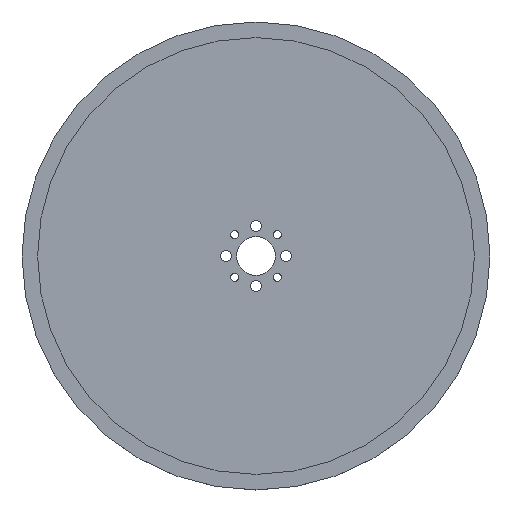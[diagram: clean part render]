
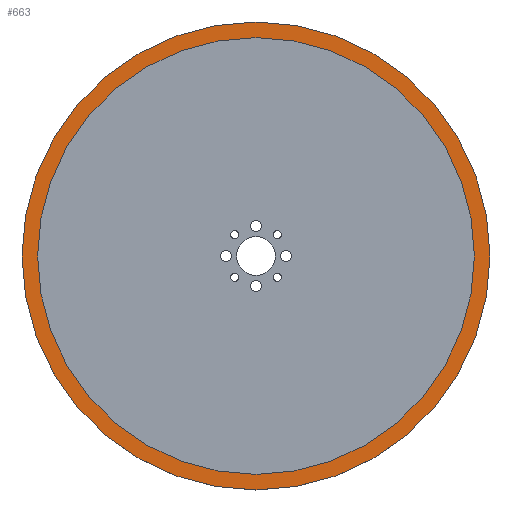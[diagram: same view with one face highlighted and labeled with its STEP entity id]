
A CAD part, top view. The second image highlights one B-rep face of the part: STEP entity #663.
In plain terms, the highlighted planar face has unit normal (0, 0, 1).
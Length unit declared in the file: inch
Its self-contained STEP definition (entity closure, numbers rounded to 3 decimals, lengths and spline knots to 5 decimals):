
#53 = AXIS2_PLACEMENT_3D ( 'NONE', #354, #874, #447 ) ;
#115 = CARTESIAN_POINT ( 'NONE',  ( -3., 0., 0.115 ) ) ;
#147 = AXIS2_PLACEMENT_3D ( 'NONE', #451, #932, #529 ) ;
#153 = AXIS2_PLACEMENT_3D ( 'NONE', #518, #993, #608 ) ;
#183 = DIRECTION ( 'NONE',  ( 0., 0., 1. ) ) ;
#249 = FACE_BOUND ( 'NONE', #861, .T. ) ;
#251 = FACE_OUTER_BOUND ( 'NONE', #940, .T. ) ;
#258 = EDGE_CURVE ( 'NONE', #654, #754, #462, .T. ) ;
#270 = EDGE_CURVE ( 'NONE', #545, #617, #453, .T. ) ;
#304 = AXIS2_PLACEMENT_3D ( 'NONE', #631, #312, #896 ) ;
#312 = DIRECTION ( 'NONE',  ( 0., 0., 1. ) ) ;
#330 = AXIS2_PLACEMENT_3D ( 'NONE', #705, #183, #777 ) ;
#354 = CARTESIAN_POINT ( 'NONE',  ( 0., 0., 0.115 ) ) ;
#388 = EDGE_CURVE ( 'NONE', #754, #654, #417, .T. ) ;
#403 = EDGE_CURVE ( 'NONE', #617, #545, #412, .T. ) ;
#412 = CIRCLE ( 'NONE', #147, 2.8 ) ;
#417 = CIRCLE ( 'NONE', #153, 3. ) ;
#447 = DIRECTION ( 'NONE',  ( 1., 0., 0. ) ) ;
#451 = CARTESIAN_POINT ( 'NONE',  ( 0., 0., 0.115 ) ) ;
#453 = CIRCLE ( 'NONE', #304, 2.8 ) ;
#462 = CIRCLE ( 'NONE', #330, 3. ) ;
#518 = CARTESIAN_POINT ( 'NONE',  ( 0., 0., 0.115 ) ) ;
#526 = CARTESIAN_POINT ( 'NONE',  ( -2.8, 0., 0.115 ) ) ;
#529 = DIRECTION ( 'NONE',  ( 1., 0., 0. ) ) ;
#545 = VERTEX_POINT ( 'NONE', #526 ) ;
#608 = DIRECTION ( 'NONE',  ( 1., 0., 0. ) ) ;
#617 = VERTEX_POINT ( 'NONE', #866 ) ;
#631 = CARTESIAN_POINT ( 'NONE',  ( 0., 0., 0.115 ) ) ;
#638 = ORIENTED_EDGE ( 'NONE', *, *, #270, .F. ) ;
#654 = VERTEX_POINT ( 'NONE', #680 ) ;
#663 = ADVANCED_FACE ( 'NONE', ( #251, #249 ), #763, .T. ) ;
#680 = CARTESIAN_POINT ( 'NONE',  ( 3., 0., 0.115 ) ) ;
#705 = CARTESIAN_POINT ( 'NONE',  ( 0., 0., 0.115 ) ) ;
#754 = VERTEX_POINT ( 'NONE', #115 ) ;
#763 = PLANE ( 'NONE',  #53 ) ;
#771 = ORIENTED_EDGE ( 'NONE', *, *, #258, .T. ) ;
#777 = DIRECTION ( 'NONE',  ( 1., 0., 0. ) ) ;
#844 = ORIENTED_EDGE ( 'NONE', *, *, #403, .F. ) ;
#861 = EDGE_LOOP ( 'NONE', ( #638, #844 ) ) ;
#866 = CARTESIAN_POINT ( 'NONE',  ( 2.8, 0., 0.115 ) ) ;
#874 = DIRECTION ( 'NONE',  ( 0., 0., 1. ) ) ;
#896 = DIRECTION ( 'NONE',  ( 1., 0., 0. ) ) ;
#918 = ORIENTED_EDGE ( 'NONE', *, *, #388, .T. ) ;
#932 = DIRECTION ( 'NONE',  ( 0., 0., 1. ) ) ;
#940 = EDGE_LOOP ( 'NONE', ( #918, #771 ) ) ;
#993 = DIRECTION ( 'NONE',  ( 0., 0., 1. ) ) ;
